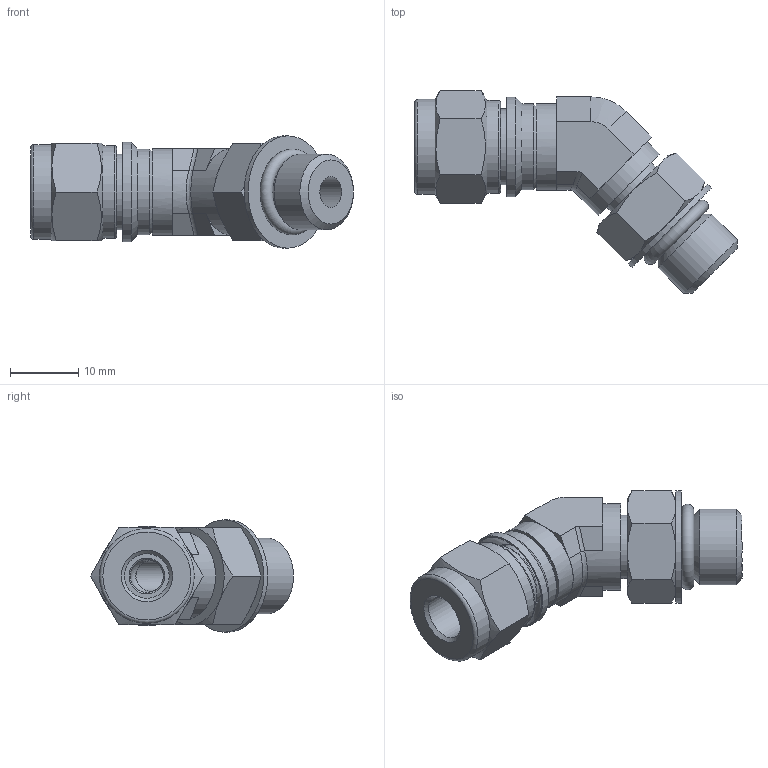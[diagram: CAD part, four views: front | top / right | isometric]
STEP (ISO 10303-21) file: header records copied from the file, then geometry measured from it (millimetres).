
FILE_DESCRIPTION(/* description */ (''),/* implementation_level */ '2;1');
FILE_NAME(/* name */ 'SPHMEI-4-4U.stp',/* time_stamp */ '2022-05-25T08:19:27+09:00',/* author */ ('user'),/* organization */ (''),/* preprocessor_version */ 'ST-DEVELOPER v18.1',/* originating_system */ 'Autodesk Inventor 2022',/* authorisation */ '');
FILE_SCHEMA (('AUTOMOTIVE_DESIGN { 1 0 10303 214 3 1 1 }'));
Length unit declared in the file: millimetre
Products named in the file (1): SPHME-4-4U
Bounding box: 47.33 x 29.75 x 16.5 mm (x, y, z)
Volume: 6040.5 mm3; surface area: 4162.6 mm2
Topology: 1 solids, 1 shells, 99 faces, 214 edges, 127 vertices
Faces by surface type: plane 49, cone 26, cylinder 19, torus 3, sphere 1, bspline 1
Full cylindrical faces by diameter (mm): 4.5 x1, 4.83 x1, 6.55 x1, 9.3 x2, 9.35 x1, 10.1 x1, 11.112 x1, 11.113 x1, 12.6 x1, 12.7 x1, 12.704 x1, 13.6 x1, 13.9 x1, 14.6 x1, 16.5 x1
Entity records: 2712 total; most frequent: CARTESIAN_POINT 568, DIRECTION 459, ORIENTED_EDGE 428, EDGE_CURVE 214, AXIS2_PLACEMENT_3D 186, VERTEX_POINT 127, EDGE_LOOP 111, FACE_OUTER_BOUND 99
